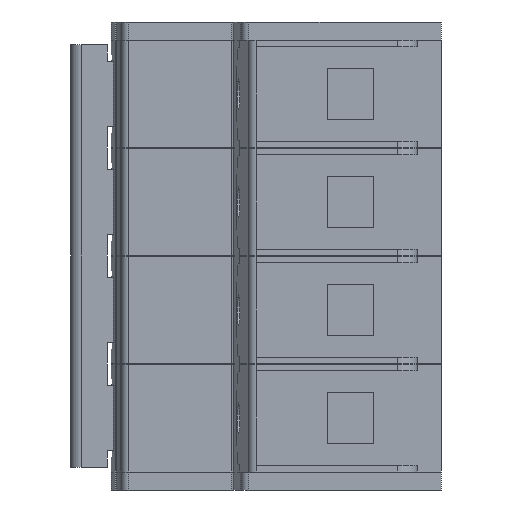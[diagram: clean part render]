
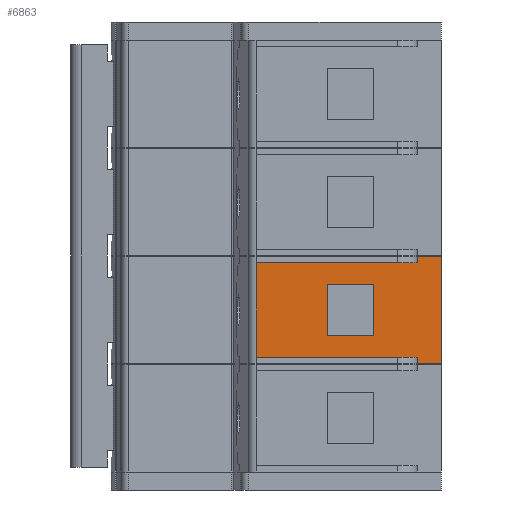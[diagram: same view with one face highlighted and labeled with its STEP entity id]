
A CAD part, left-side view. The second image highlights one B-rep face of the part: STEP entity #6863.
In plain terms, the highlighted planar face has unit normal (-1, 0, 0).
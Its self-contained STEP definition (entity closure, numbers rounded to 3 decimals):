
#52 = DIRECTION ( 'NONE',  ( 0., 0., -1. ) ) ;
#458 = DIRECTION ( 'NONE',  ( 0., 1., 0. ) ) ;
#585 = VECTOR ( 'NONE', #1599, 1000. ) ;
#767 = ORIENTED_EDGE ( 'NONE', *, *, #5369, .F. ) ;
#800 = CARTESIAN_POINT ( 'NONE',  ( -47.5, 0., -52.3 ) ) ;
#871 = DIRECTION ( 'NONE',  ( 0., -1., 0. ) ) ;
#993 = EDGE_CURVE ( 'NONE', #3522, #5083, #13301, .T. ) ;
#1013 = DIRECTION ( 'NONE',  ( 0., 1., 0. ) ) ;
#1340 = CARTESIAN_POINT ( 'NONE',  ( -47.5, 0., 27. ) ) ;
#1451 = VECTOR ( 'NONE', #52, 1000. ) ;
#1562 = PLANE ( 'NONE',  #13026 ) ;
#1599 = DIRECTION ( 'NONE',  ( 0., 0., 1. ) ) ;
#1793 = VERTEX_POINT ( 'NONE', #11810 ) ;
#2168 = ORIENTED_EDGE ( 'NONE', *, *, #3464, .F. ) ;
#2215 = CARTESIAN_POINT ( 'NONE',  ( -47.5, 40.311, -28.7 ) ) ;
#2485 = LINE ( 'NONE', #9266, #12796 ) ;
#2593 = LINE ( 'NONE', #4832, #5467 ) ;
#2731 = VERTEX_POINT ( 'NONE', #800 ) ;
#3029 = DIRECTION ( 'NONE',  ( 0., 0., -1. ) ) ;
#3179 = EDGE_CURVE ( 'NONE', #6297, #8024, #10486, .T. ) ;
#3248 = ORIENTED_EDGE ( 'NONE', *, *, #993, .T. ) ;
#3464 = EDGE_CURVE ( 'NONE', #1793, #7254, #2485, .T. ) ;
#3468 = CARTESIAN_POINT ( 'NONE',  ( -47.5, 0., -27. ) ) ;
#3522 = VERTEX_POINT ( 'NONE', #11562 ) ;
#3690 = CARTESIAN_POINT ( 'NONE',  ( -47.5, 22.5, -46.95 ) ) ;
#3796 = EDGE_CURVE ( 'NONE', #10544, #3522, #11678, .T. ) ;
#3831 = ORIENTED_EDGE ( 'NONE', *, *, #3179, .T. ) ;
#3864 = EDGE_CURVE ( 'NONE', #5083, #2731, #2593, .T. ) ;
#4023 = VECTOR ( 'NONE', #4959, 1000. ) ;
#4179 = LINE ( 'NONE', #10098, #9889 ) ;
#4303 = DIRECTION ( 'NONE',  ( 0., 0., -1. ) ) ;
#4435 = ORIENTED_EDGE ( 'NONE', *, *, #5052, .T. ) ;
#4832 = CARTESIAN_POINT ( 'NONE',  ( -47.5, -9.875, -52.3 ) ) ;
#4834 = EDGE_LOOP ( 'NONE', ( #2168, #767, #7542, #8633 ) ) ;
#4959 = DIRECTION ( 'NONE',  ( 0., 0., -1. ) ) ;
#5052 = EDGE_CURVE ( 'NONE', #8240, #13366, #10369, .T. ) ;
#5083 = VERTEX_POINT ( 'NONE', #10218 ) ;
#5369 = EDGE_CURVE ( 'NONE', #13469, #1793, #9022, .T. ) ;
#5450 = DIRECTION ( 'NONE',  ( 0., -1., 0. ) ) ;
#5467 = VECTOR ( 'NONE', #15204, 1000. ) ;
#5730 = CARTESIAN_POINT ( 'NONE',  ( -47.5, 0., -27.05 ) ) ;
#5881 = DIRECTION ( 'NONE',  ( 0., 0., -1. ) ) ;
#6256 = DIRECTION ( 'NONE',  ( 1., 0., 0. ) ) ;
#6297 = VERTEX_POINT ( 'NONE', #15193 ) ;
#6415 = VECTOR ( 'NONE', #15173, 1000. ) ;
#6621 = ORIENTED_EDGE ( 'NONE', *, *, #14717, .T. ) ;
#6863 = ADVANCED_FACE ( 'NONE', ( #11006, #14328 ), #1562, .F. ) ;
#7086 = CARTESIAN_POINT ( 'NONE',  ( -47.5, 10.9, -46.95 ) ) ;
#7228 = LINE ( 'NONE', #3468, #1451 ) ;
#7254 = VERTEX_POINT ( 'NONE', #3690 ) ;
#7294 = CARTESIAN_POINT ( 'NONE',  ( -47.5, 0., -28.7 ) ) ;
#7542 = ORIENTED_EDGE ( 'NONE', *, *, #11916, .F. ) ;
#7578 = CARTESIAN_POINT ( 'NONE',  ( -47.5, 0., -53.95 ) ) ;
#8024 = VERTEX_POINT ( 'NONE', #8938 ) ;
#8123 = ORIENTED_EDGE ( 'NONE', *, *, #9778, .F. ) ;
#8240 = VERTEX_POINT ( 'NONE', #7578 ) ;
#8487 = CARTESIAN_POINT ( 'NONE',  ( -47.5, -6., 27. ) ) ;
#8633 = ORIENTED_EDGE ( 'NONE', *, *, #8890, .F. ) ;
#8838 = ORIENTED_EDGE ( 'NONE', *, *, #3796, .T. ) ;
#8890 = EDGE_CURVE ( 'NONE', #7254, #12493, #4179, .T. ) ;
#8908 = CARTESIAN_POINT ( 'NONE',  ( -47.5, 10.9, -34.05 ) ) ;
#8938 = CARTESIAN_POINT ( 'NONE',  ( -47.5, 0., -27.05 ) ) ;
#9022 = LINE ( 'NONE', #11551, #14580 ) ;
#9057 = DIRECTION ( 'NONE',  ( 0., 1., 0. ) ) ;
#9167 = EDGE_LOOP ( 'NONE', ( #11903, #4435, #8123, #3831, #6621, #8838, #3248, #10893 ) ) ;
#9266 = CARTESIAN_POINT ( 'NONE',  ( -47.5, 22.5, -34.05 ) ) ;
#9778 = EDGE_CURVE ( 'NONE', #6297, #13366, #13168, .T. ) ;
#9889 = VECTOR ( 'NONE', #871, 1000. ) ;
#10098 = CARTESIAN_POINT ( 'NONE',  ( -47.5, 22.5, -46.95 ) ) ;
#10217 = CARTESIAN_POINT ( 'NONE',  ( -47.5, 0., 0. ) ) ;
#10218 = CARTESIAN_POINT ( 'NONE',  ( -47.5, 40.311, -52.3 ) ) ;
#10369 = LINE ( 'NONE', #15063, #11632 ) ;
#10486 = LINE ( 'NONE', #5730, #6415 ) ;
#10544 = VERTEX_POINT ( 'NONE', #7294 ) ;
#10893 = ORIENTED_EDGE ( 'NONE', *, *, #3864, .T. ) ;
#11006 = FACE_BOUND ( 'NONE', #4834, .T. ) ;
#11134 = CARTESIAN_POINT ( 'NONE',  ( -47.5, -6., -53.95 ) ) ;
#11551 = CARTESIAN_POINT ( 'NONE',  ( -47.5, 10.9, -34.05 ) ) ;
#11562 = CARTESIAN_POINT ( 'NONE',  ( -47.5, 40.311, -28.7 ) ) ;
#11632 = VECTOR ( 'NONE', #5450, 1000. ) ;
#11678 = LINE ( 'NONE', #2215, #12557 ) ;
#11810 = CARTESIAN_POINT ( 'NONE',  ( -47.5, 22.5, -34.05 ) ) ;
#11903 = ORIENTED_EDGE ( 'NONE', *, *, #13269, .T. ) ;
#11916 = EDGE_CURVE ( 'NONE', #12493, #13469, #12124, .T. ) ;
#12124 = LINE ( 'NONE', #7086, #585 ) ;
#12323 = VECTOR ( 'NONE', #3029, 1000. ) ;
#12493 = VERTEX_POINT ( 'NONE', #14026 ) ;
#12507 = VECTOR ( 'NONE', #4303, 1000. ) ;
#12557 = VECTOR ( 'NONE', #9057, 1000. ) ;
#12796 = VECTOR ( 'NONE', #5881, 1000. ) ;
#13026 = AXIS2_PLACEMENT_3D ( 'NONE', #1340, #6256, #458 ) ;
#13168 = LINE ( 'NONE', #8487, #4023 ) ;
#13269 = EDGE_CURVE ( 'NONE', #2731, #8240, #7228, .T. ) ;
#13301 = LINE ( 'NONE', #13455, #12323 ) ;
#13366 = VERTEX_POINT ( 'NONE', #11134 ) ;
#13455 = CARTESIAN_POINT ( 'NONE',  ( -47.5, 40.311, -52.3 ) ) ;
#13469 = VERTEX_POINT ( 'NONE', #8908 ) ;
#13900 = LINE ( 'NONE', #10217, #12507 ) ;
#14026 = CARTESIAN_POINT ( 'NONE',  ( -47.5, 10.9, -46.95 ) ) ;
#14328 = FACE_OUTER_BOUND ( 'NONE', #9167, .T. ) ;
#14580 = VECTOR ( 'NONE', #1013, 1000. ) ;
#14717 = EDGE_CURVE ( 'NONE', #8024, #10544, #13900, .T. ) ;
#15063 = CARTESIAN_POINT ( 'NONE',  ( -47.5, 0., -53.95 ) ) ;
#15173 = DIRECTION ( 'NONE',  ( 0., 1., 0. ) ) ;
#15193 = CARTESIAN_POINT ( 'NONE',  ( -47.5, -6., -27.05 ) ) ;
#15204 = DIRECTION ( 'NONE',  ( 0., -1., 0. ) ) ;
